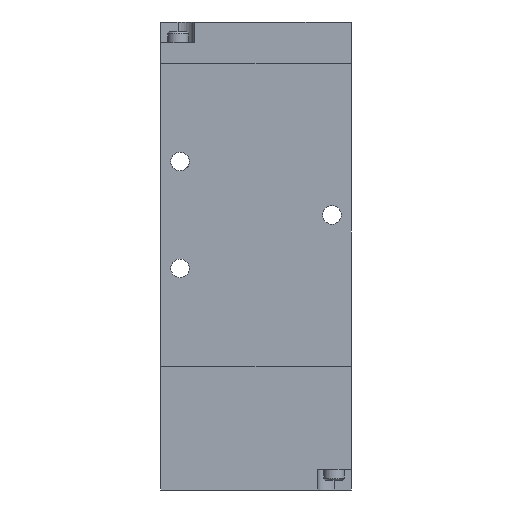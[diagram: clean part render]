
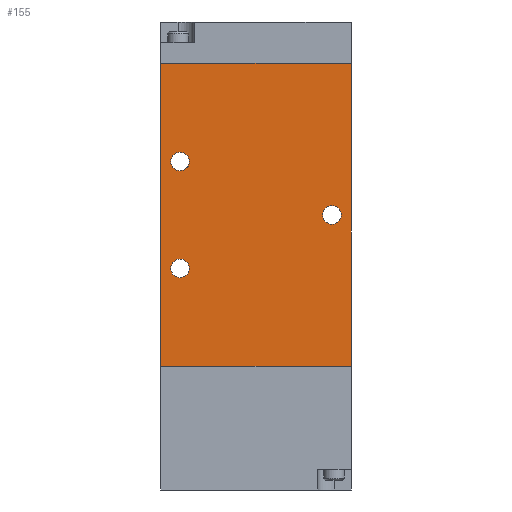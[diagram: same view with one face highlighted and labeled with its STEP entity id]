
A CAD part, front view. The second image highlights one B-rep face of the part: STEP entity #155.
In plain terms, the highlighted planar face has unit normal (0, -1, 0).
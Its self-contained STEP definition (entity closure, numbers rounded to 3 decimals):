
#155 = ADVANCED_FACE( '', ( #397, #398, #399, #400 ), #401, .T. );
#397 = FACE_BOUND( '', #732, .T. );
#398 = FACE_BOUND( '', #733, .T. );
#399 = FACE_BOUND( '', #734, .T. );
#400 = FACE_OUTER_BOUND( '', #735, .T. );
#401 = PLANE( '', #736 );
#732 = EDGE_LOOP( '', ( #1506 ) );
#733 = EDGE_LOOP( '', ( #1507 ) );
#734 = EDGE_LOOP( '', ( #1508 ) );
#735 = EDGE_LOOP( '', ( #1509, #1510, #1511, #1512 ) );
#736 = AXIS2_PLACEMENT_3D( '', #1513, #1514, #1515 );
#1506 = ORIENTED_EDGE( '', *, *, #2124, .T. );
#1507 = ORIENTED_EDGE( '', *, *, #2125, .T. );
#1508 = ORIENTED_EDGE( '', *, *, #1926, .T. );
#1509 = ORIENTED_EDGE( '', *, *, #1963, .T. );
#1510 = ORIENTED_EDGE( '', *, *, #2126, .T. );
#1511 = ORIENTED_EDGE( '', *, *, #1995, .F. );
#1512 = ORIENTED_EDGE( '', *, *, #2127, .F. );
#1513 = CARTESIAN_POINT( '', ( -23.2, -15., -10. ) );
#1514 = DIRECTION( '', ( 0., -1., 0. ) );
#1515 = DIRECTION( '', ( 0., 0., -1. ) );
#1926 = EDGE_CURVE( '', #2256, #2256, #2257, .T. );
#1963 = EDGE_CURVE( '', #2320, #2324, #2326, .T. );
#1995 = EDGE_CURVE( '', #2381, #2383, #2384, .T. );
#2124 = EDGE_CURVE( '', #2598, #2598, #2599, .F. );
#2125 = EDGE_CURVE( '', #2600, #2600, #2601, .T. );
#2126 = EDGE_CURVE( '', #2324, #2383, #2602, .T. );
#2127 = EDGE_CURVE( '', #2320, #2381, #2603, .T. );
#2256 = VERTEX_POINT( '', #2820 );
#2257 = CIRCLE( '', #2821, 2.25 );
#2320 = VERTEX_POINT( '', #2911 );
#2324 = VERTEX_POINT( '', #2917 );
#2326 = LINE( '', #2920, #2921 );
#2381 = VERTEX_POINT( '', #2996 );
#2383 = VERTEX_POINT( '', #2999 );
#2384 = LINE( '', #3000, #3001 );
#2598 = VERTEX_POINT( '', #3333 );
#2599 = CIRCLE( '', #3334, 2.25 );
#2600 = VERTEX_POINT( '', #3335 );
#2601 = CIRCLE( '', #3336, 2.25 );
#2602 = LINE( '', #3337, #3338 );
#2603 = LINE( '', #3339, #3340 );
#2820 = CARTESIAN_POINT( '', ( -16.25, -15., -34. ) );
#2821 = AXIS2_PLACEMENT_3D( '', #3550, #3551, #3552 );
#2911 = CARTESIAN_POINT( '', ( -23.2, -15., -83.9 ) );
#2917 = CARTESIAN_POINT( '', ( 23.2, -15., -83.9 ) );
#2920 = CARTESIAN_POINT( '', ( -23.2, -15., -83.9 ) );
#2921 = VECTOR( '', #3601, 1000. );
#2996 = CARTESIAN_POINT( '', ( -23.2, -15., -10.1 ) );
#2999 = CARTESIAN_POINT( '', ( 23.2, -15., -10.1 ) );
#3000 = CARTESIAN_POINT( '', ( -23.2, -15., -10.1 ) );
#3001 = VECTOR( '', #3653, 1000. );
#3333 = CARTESIAN_POINT( '', ( 18.5, -15., -49.25 ) );
#3334 = AXIS2_PLACEMENT_3D( '', #3802, #3803, #3804 );
#3335 = CARTESIAN_POINT( '', ( -16.25, -15., -60. ) );
#3336 = AXIS2_PLACEMENT_3D( '', #3805, #3806, #3807 );
#3337 = CARTESIAN_POINT( '', ( 23.2, -15., -10. ) );
#3338 = VECTOR( '', #3808, 1000. );
#3339 = CARTESIAN_POINT( '', ( -23.2, -15., -10. ) );
#3340 = VECTOR( '', #3809, 1000. );
#3550 = CARTESIAN_POINT( '', ( -18.5, -15., -34. ) );
#3551 = DIRECTION( '', ( 0., 1., 0. ) );
#3552 = DIRECTION( '', ( 1., 0., 0. ) );
#3601 = DIRECTION( '', ( 1., 0., 0. ) );
#3653 = DIRECTION( '', ( 1., 0., 0. ) );
#3802 = CARTESIAN_POINT( '', ( 18.5, -15., -47. ) );
#3803 = DIRECTION( '', ( 0., -1., 0. ) );
#3804 = DIRECTION( '', ( 0., 0., -1. ) );
#3805 = CARTESIAN_POINT( '', ( -18.5, -15., -60. ) );
#3806 = DIRECTION( '', ( 0., 1., 0. ) );
#3807 = DIRECTION( '', ( 1., 0., 0. ) );
#3808 = DIRECTION( '', ( 0., 0., 1. ) );
#3809 = DIRECTION( '', ( 0., 0., 1. ) );
